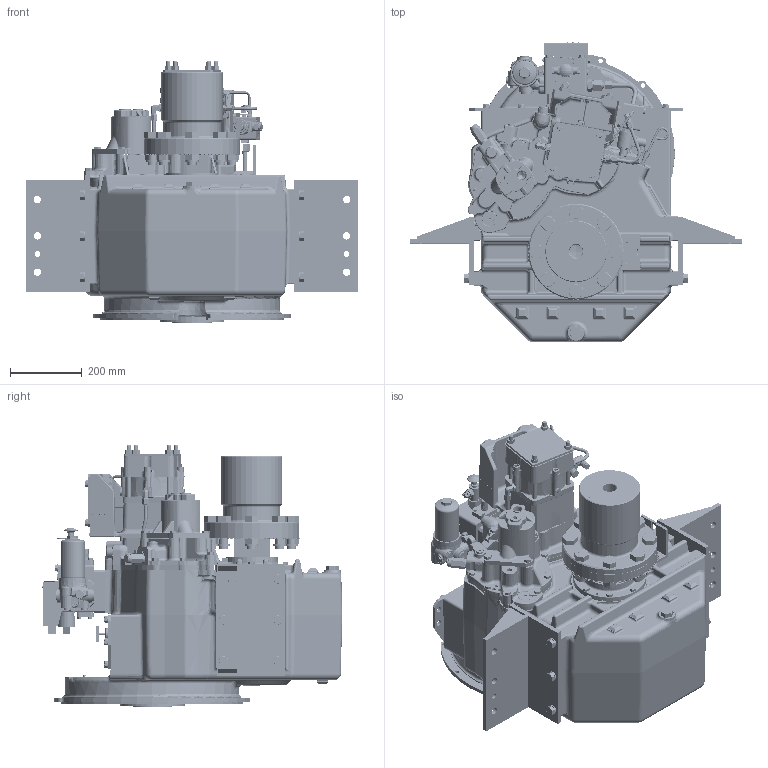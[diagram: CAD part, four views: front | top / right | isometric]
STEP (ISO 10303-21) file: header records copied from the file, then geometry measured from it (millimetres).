
FILE_DESCRIPTION (( 'STEP AP214' ), '1' );
FILE_NAME ('PX13298C.STEP', '2016-05-13T14:29:36', ( '' ), ( '' ), 'SwSTEP 2.0', 'SolidWorks 2010', '' );
FILE_SCHEMA (( 'AUTOMOTIVE_DESIGN' ));
Length unit declared in the file: millimetre
Products named in the file (1): PX13298C
Bounding box: 927.1 x 839.72 x 730.07 mm (x, y, z)
Surface area: 4618888.4 mm2 (no closed solid volume)
Topology: 0 solids, 769 shells, 6462 faces, 24125 edges, 17772 vertices
Faces by surface type: plane 2349, cylinder 1965, bspline 905, cone 720, torus 381, sphere 142
Entity records: 400325 total; most frequent: CARTESIAN_POINT 136970, DIRECTION 38696, ORIENTED_EDGE 35771, EDGE_CURVE 23956, VERTEX_POINT 17757, AXIS2_PLACEMENT_3D 14260, LINE 10176, VECTOR 10176
